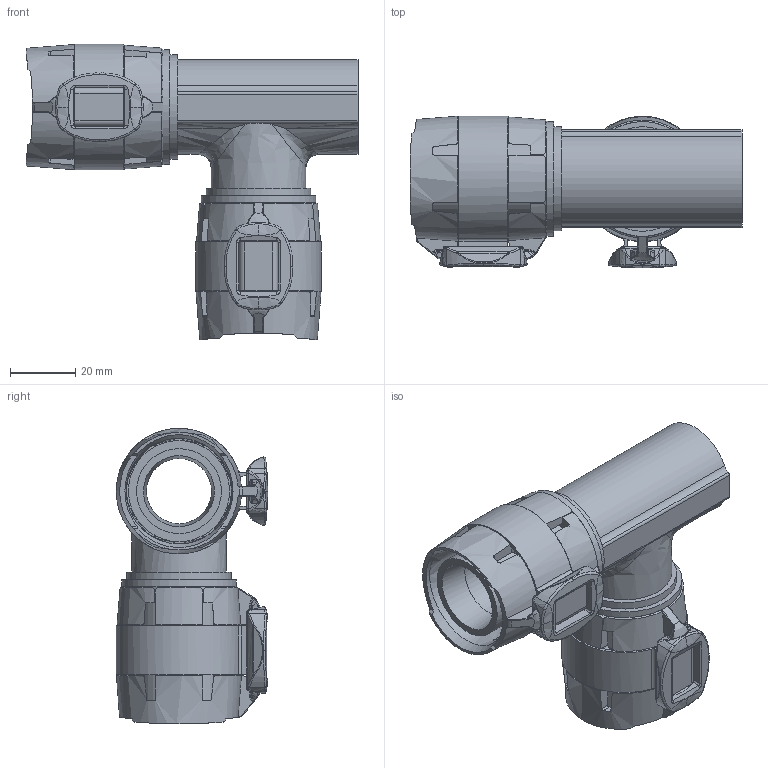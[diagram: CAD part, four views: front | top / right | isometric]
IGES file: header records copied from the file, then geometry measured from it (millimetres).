
Global section: file name: 620353; native system: Autodesk Inventor 2023; preprocessor: unknown; author: JANAN; date: 20250930.151935; units: millimetre
Bounding box: 101.8 x 46.42 x 90.55 mm (x, y, z)
Volume: 67862.3 mm3; surface area: 57232.6 mm2
Topology: 7 solids, 7 shells, 921 faces, 2502 edges, 1594 vertices
Faces by surface type: bspline 921
